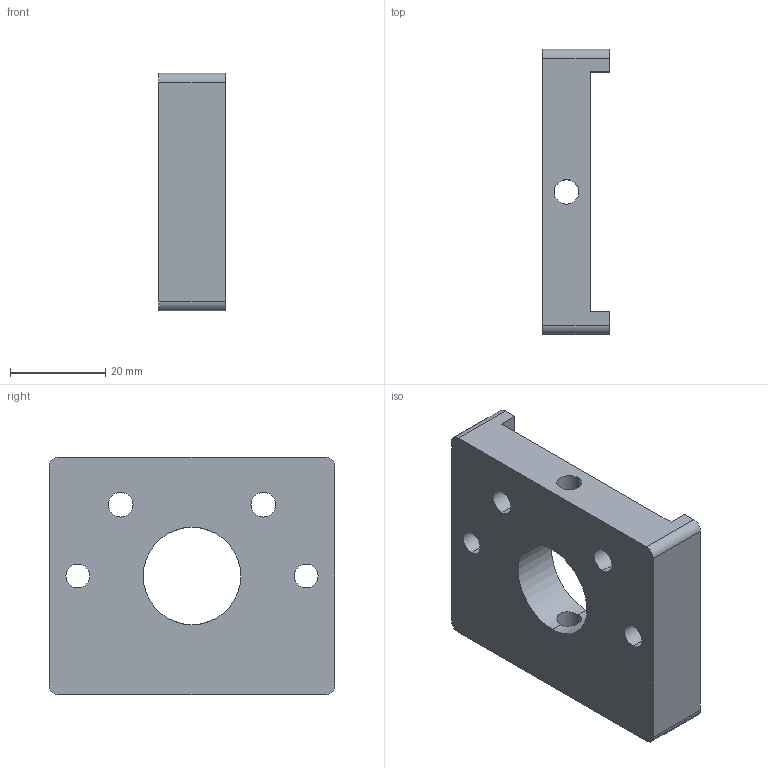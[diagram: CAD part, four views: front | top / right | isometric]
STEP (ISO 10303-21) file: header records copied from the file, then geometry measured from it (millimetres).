
FILE_DESCRIPTION (( 'STEP AP214' ), '1' );
FILE_NAME ('20Öá¶Ë°å.STEP', '2025-03-06T05:30:46', ( 'dingchuan' ), ( '' ), 'SwSTEP 2.0', 'SolidWorks 2024', '' );
FILE_SCHEMA (( 'AUTOMOTIVE_DESIGN' ));
Length unit declared in the file: millimetre
Products named in the file (1): 20轴端板
Bounding box: 14 x 60 x 50 mm (x, y, z)
Volume: 27073.1 mm3; surface area: 9891.7 mm2
Topology: 1 solids, 1 shells, 30 faces, 92 edges, 60 vertices
Faces by surface type: cylinder 18, plane 12
Entity records: 1203 total; most frequent: CARTESIAN_POINT 303, DIRECTION 186, ORIENTED_EDGE 184, EDGE_CURVE 92, AXIS2_PLACEMENT_3D 67, VERTEX_POINT 60, VECTOR 52, LINE 52
